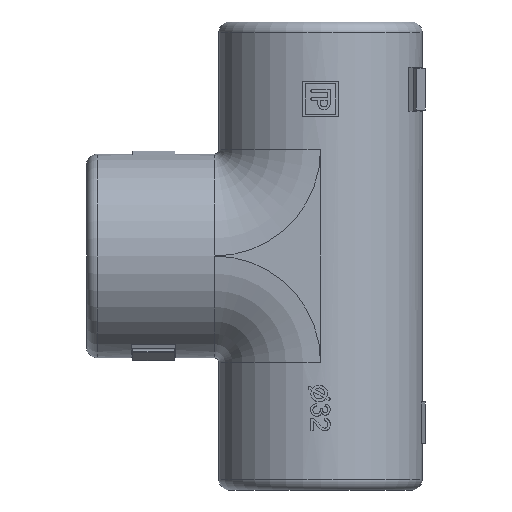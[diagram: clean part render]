
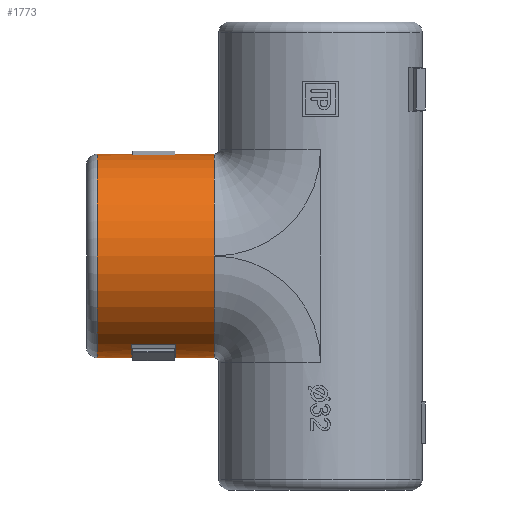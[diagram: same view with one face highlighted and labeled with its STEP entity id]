
A CAD part, left-side view. The second image highlights one B-rep face of the part: STEP entity #1773.
In plain terms, the highlighted cylindrical face has radius 18.5 mm (diameter 37 mm), a partial arc.
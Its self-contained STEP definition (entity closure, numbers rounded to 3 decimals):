
#1773=ADVANCED_FACE('',(#5175),#5177,.T.);
#5175=FACE_BOUND('',#5176,.T.);
#5176=EDGE_LOOP('',(#8029,#8030,#8031,#8032,#8033,#8034,#8035,#8036,#8037,#8038,
#8039,#8040,#8041));
#5177=CYLINDRICAL_SURFACE('',#5178,18.5);
#5178=AXIS2_PLACEMENT_3D('',#5179,#5180,#5181);
#5179=CARTESIAN_POINT('',(0.,42.5,0.));
#5180=DIRECTION('',(0.,-1.,0.));
#5181=DIRECTION('',(0.,0.,1.));
#8029=ORIENTED_EDGE('',*,*,#9382,.T.);
#8030=ORIENTED_EDGE('',*,*,#9383,.T.);
#8031=ORIENTED_EDGE('',*,*,#9372,.T.);
#8032=ORIENTED_EDGE('',*,*,#9384,.T.);
#8033=ORIENTED_EDGE('',*,*,#9385,.T.);
#8034=ORIENTED_EDGE('',*,*,#9386,.T.);
#8035=ORIENTED_EDGE('',*,*,#9375,.T.);
#8036=ORIENTED_EDGE('',*,*,#9387,.F.);
#8037=ORIENTED_EDGE('',*,*,#9388,.T.);
#8038=ORIENTED_EDGE('',*,*,#9359,.T.);
#8039=ORIENTED_EDGE('',*,*,#9389,.F.);
#8040=ORIENTED_EDGE('',*,*,#9390,.T.);
#8041=ORIENTED_EDGE('',*,*,#9391,.F.);
#9359=EDGE_CURVE('',#10729,#10727,#10730,.T.);
#9372=EDGE_CURVE('',#10740,#10750,#10752,.T.);
#9375=EDGE_CURVE('',#10756,#10754,#10757,.T.);
#9382=EDGE_CURVE('',#10769,#10770,#10771,.T.);
#9383=EDGE_CURVE('',#10770,#10740,#10772,.T.);
#9384=EDGE_CURVE('',#10750,#10773,#10774,.T.);
#9385=EDGE_CURVE('',#10773,#10775,#10776,.T.);
#9386=EDGE_CURVE('',#10775,#10756,#10777,.T.);
#9387=EDGE_CURVE('',#10778,#10754,#10779,.T.);
#9388=EDGE_CURVE('',#10778,#10729,#10780,.T.);
#9389=EDGE_CURVE('',#10781,#10727,#10782,.T.);
#9390=EDGE_CURVE('',#10781,#10783,#10784,.T.);
#9391=EDGE_CURVE('',#10769,#10783,#10785,.T.);
#10727=VERTEX_POINT('',#16646);
#10729=VERTEX_POINT('',#16650);
#10730=LINE('',#16651,#16652);
#10740=VERTEX_POINT('',#16677);
#10750=VERTEX_POINT('',#16699);
#10752=LINE('',#16703,#16704);
#10754=VERTEX_POINT('',#16710);
#10756=VERTEX_POINT('',#16715);
#10757=LINE('',#16716,#16717);
#10769=VERTEX_POINT('',#16743);
#10770=VERTEX_POINT('',#16744);
#10771=LINE('',#16745,#16746);
#10772=CIRCLE('',#16748,18.5);
#10773=VERTEX_POINT('',#16752);
#10774=CIRCLE('',#16753,18.5);
#10775=VERTEX_POINT('',#16757);
#10776=LINE('',#16758,#16759);
#10777=CIRCLE('',#16761,18.5);
#10778=VERTEX_POINT('',#16765);
#10779=CIRCLE('',#16766,18.5);
#10780=CIRCLE('',#16770,18.5);
#10781=VERTEX_POINT('',#16774);
#10782=CIRCLE('',#16775,18.5);
#10783=VERTEX_POINT('',#16779);
#10784=LINE('',#16780,#16781);
#10785=CIRCLE('',#16783,18.5);
#16646=CARTESIAN_POINT('',(0.,26.5,18.5));
#16650=CARTESIAN_POINT('',(0.,19.25,18.5));
#16651=CARTESIAN_POINT('',(0.,19.25,18.5));
#16652=VECTOR('',#16653,1.);
#16653=DIRECTION('',(0.,1.,0.));
#16677=CARTESIAN_POINT('',(0.,40.5,-18.5));
#16699=CARTESIAN_POINT('',(0.,34.3,-18.5));
#16703=CARTESIAN_POINT('',(0.,40.5,-18.5));
#16704=VECTOR('',#16705,1.);
#16705=DIRECTION('',(0.,-1.,0.));
#16710=CARTESIAN_POINT('',(0.,19.25,-18.5));
#16715=CARTESIAN_POINT('',(0.,26.3,-18.5));
#16716=CARTESIAN_POINT('',(0.,26.3,-18.5));
#16717=VECTOR('',#16718,1.);
#16718=DIRECTION('',(0.,-1.,0.));
#16743=CARTESIAN_POINT('',(0.,34.1,18.5));
#16744=CARTESIAN_POINT('',(0.,40.5,18.5));
#16745=CARTESIAN_POINT('',(0.,34.1,18.5));
#16746=VECTOR('',#16747,1.);
#16747=DIRECTION('',(0.,1.,0.));
#16748=AXIS2_PLACEMENT_3D('',#16749,#16750,#16751);
#16749=CARTESIAN_POINT('',(0.,40.5,0.));
#16750=DIRECTION('',(0.,-1.,0.));
#16751=DIRECTION('',(0.,0.,1.));
#16752=CARTESIAN_POINT('',(-9.312,34.3,-15.985));
#16753=AXIS2_PLACEMENT_3D('',#16754,#16755,#16756);
#16754=CARTESIAN_POINT('',(0.,34.3,0.));
#16755=DIRECTION('',(0.,1.,0.));
#16756=DIRECTION('',(0.,0.,-1.));
#16757=CARTESIAN_POINT('',(-9.312,26.3,-15.985));
#16758=CARTESIAN_POINT('',(-9.312,34.3,-15.985));
#16759=VECTOR('',#16760,1.);
#16760=DIRECTION('',(0.,-1.,0.));
#16761=AXIS2_PLACEMENT_3D('',#16762,#16763,#16764);
#16762=CARTESIAN_POINT('',(0.,26.3,0.));
#16763=DIRECTION('',(0.,-1.,-0.));
#16764=DIRECTION('',(-0.503,0.,-0.864));
#16765=CARTESIAN_POINT('',(-18.5,19.25,0.));
#16766=AXIS2_PLACEMENT_3D('',#16767,#16768,#16769);
#16767=CARTESIAN_POINT('',(0.,19.25,0.));
#16768=DIRECTION('',(0.,-1.,0.));
#16769=DIRECTION('',(-1.,0.,0.));
#16770=AXIS2_PLACEMENT_3D('',#16771,#16772,#16773);
#16771=CARTESIAN_POINT('',(0.,19.25,0.));
#16772=DIRECTION('',(-0.,1.,-0.));
#16773=DIRECTION('',(-1.,0.,0.));
#16774=CARTESIAN_POINT('',(-2.8,26.5,18.287));
#16775=AXIS2_PLACEMENT_3D('',#16776,#16777,#16778);
#16776=CARTESIAN_POINT('',(0.,26.5,0.));
#16777=DIRECTION('',(0.,1.,0.));
#16778=DIRECTION('',(-0.151,0.,0.988));
#16779=CARTESIAN_POINT('',(-2.8,34.1,18.287));
#16780=CARTESIAN_POINT('',(-2.8,26.5,18.287));
#16781=VECTOR('',#16782,1.);
#16782=DIRECTION('',(0.,1.,0.));
#16783=AXIS2_PLACEMENT_3D('',#16784,#16785,#16786);
#16784=CARTESIAN_POINT('',(0.,34.1,0.));
#16785=DIRECTION('',(0.,-1.,0.));
#16786=DIRECTION('',(0.,0.,1.));
